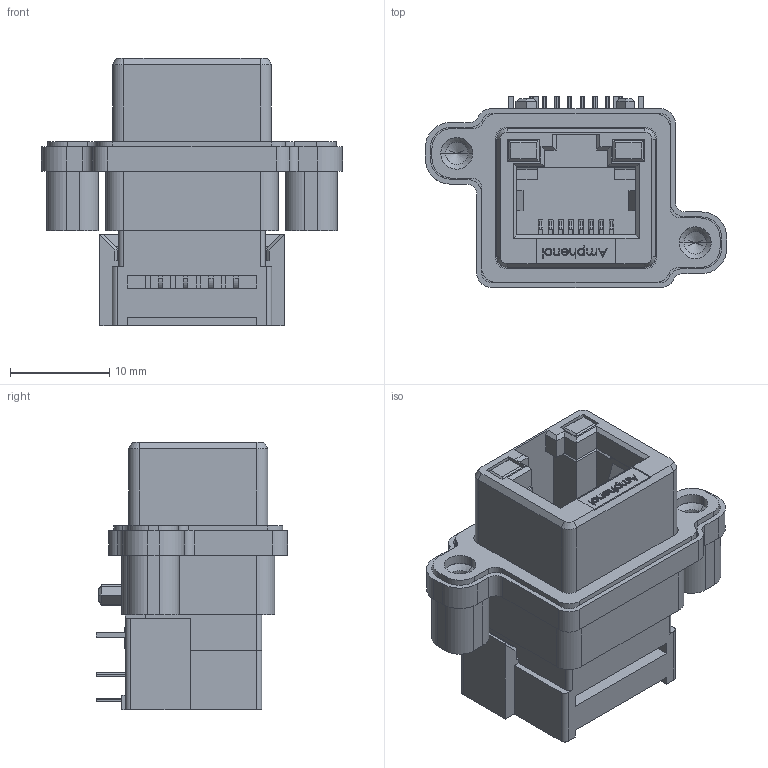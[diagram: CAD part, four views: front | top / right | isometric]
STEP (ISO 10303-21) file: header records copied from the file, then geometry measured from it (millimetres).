
FILE_DESCRIPTION (( 'STEP AP203' ), '1' );
FILE_NAME ('M-MRJ-538X-01-REVT4.STEP', '2013-05-09T15:10:39', ( '' ), ( '' ), 'SwSTEP 2.0', 'SolidWorks 2013', '' );
FILE_SCHEMA (( 'CONFIG_CONTROL_DESIGN' ));
Length unit declared in the file: millimetre
Products named in the file (1): M-MRJ-538X-01-REVT4
Bounding box: 30.3 x 19.24 x 26.95 mm (x, y, z)
Volume: 4884.8 mm3; surface area: 4614.1 mm2
Topology: 1 solids, 1 shells, 898 faces, 2470 edges, 1588 vertices
Faces by surface type: plane 538, cylinder 214, bspline 114, cone 16, torus 16
Entity records: 31937 total; most frequent: CARTESIAN_POINT 9446, ORIENTED_EDGE 4920, DIRECTION 4302, EDGE_CURVE 2460, LINE 1754, VECTOR 1754, VERTEX_POINT 1588, AXIS2_PLACEMENT_3D 1274
